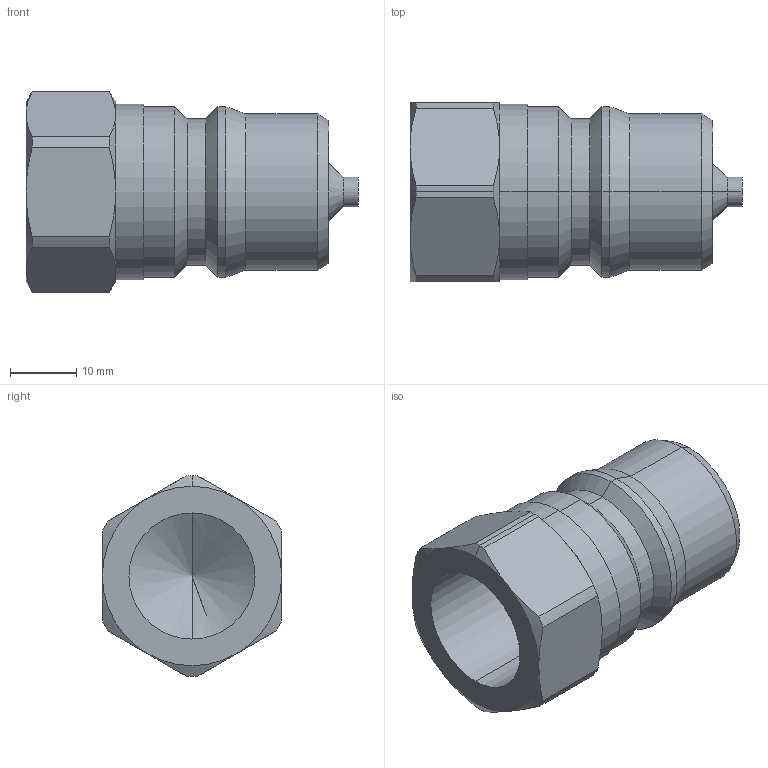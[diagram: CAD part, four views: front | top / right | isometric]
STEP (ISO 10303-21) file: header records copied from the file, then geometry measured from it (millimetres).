
FILE_DESCRIPTION (( 'STEP AP214' ), '1' );
FILE_NAME ('BB13.7103_IC_JV.STEP', '2016-07-22T08:47:17', ( '' ), ( '' ), 'SwSTEP 2.0', 'SolidWorks 2016', '' );
FILE_SCHEMA (( 'AUTOMOTIVE_DESIGN' ));
Length unit declared in the file: millimetre
Products named in the file (1): BB13.7103_IC_JV
Bounding box: 50 x 27 x 30.2 mm (x, y, z)
Volume: 18613.2 mm3; surface area: 5922.4 mm2
Topology: 1 solids, 1 shells, 61 faces, 134 edges, 78 vertices
Faces by surface type: cone 26, cylinder 23, plane 12
Entity records: 1811 total; most frequent: CARTESIAN_POINT 424, DIRECTION 297, ORIENTED_EDGE 264, EDGE_CURVE 132, AXIS2_PLACEMENT_3D 127, VERTEX_POINT 78, EDGE_LOOP 66, CIRCLE 65
